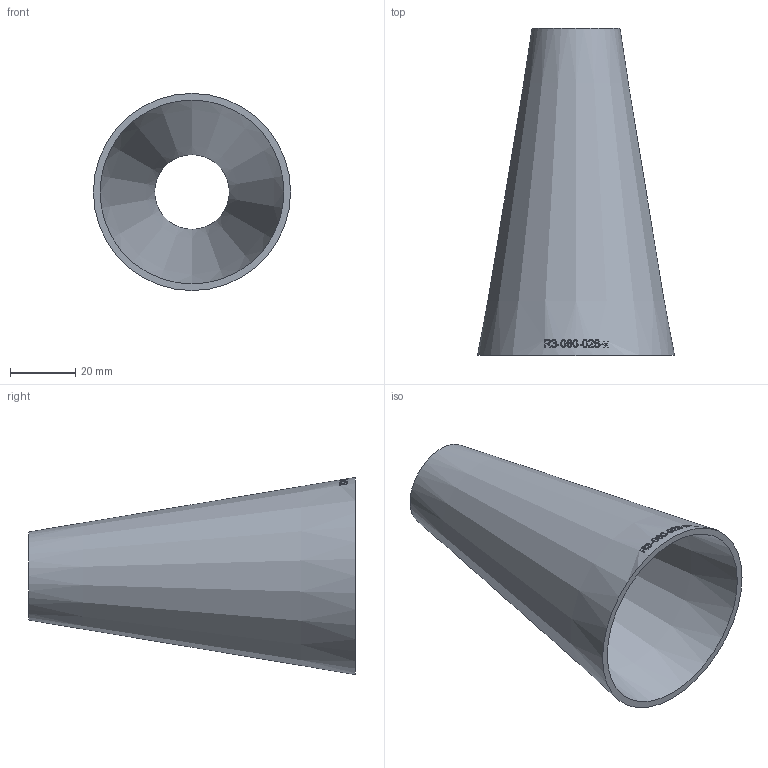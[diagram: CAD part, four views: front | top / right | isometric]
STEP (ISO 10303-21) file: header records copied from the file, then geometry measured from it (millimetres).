
FILE_DESCRIPTION (( 'STEP AP214' ), '1' );
FILE_NAME ('R3-060-026-x Reduzierung L=3(D-d) 2007.STEP', '2020-07-27T14:58:58', ( '' ), ( '' ), 'SwSTEP 2.0', 'SolidWorks 2019', '' );
FILE_SCHEMA (( 'AUTOMOTIVE_DESIGN' ));
Length unit declared in the file: millimetre
Products named in the file (1): R3-060-026-x Reduzierung L=3(D-d) 2007
Bounding box: 60.3 x 100 x 60.3 mm (x, y, z)
Volume: 26456.8 mm3; surface area: 27013.5 mm2
Topology: 1 solids, 1 shells, 160 faces, 420 edges, 280 vertices
Faces by surface type: bspline 138, cone 20, plane 2
Entity records: 19416 total; most frequent: CARTESIAN_POINT 15011, ORIENTED_EDGE 836, EDGE_CURVE 418, B_SPLINE_CURVE_WITH_KNOTS 414, VERTEX_POINT 280, EDGE_LOOP 182, ADVANCED_FACE 160, FACE_OUTER_BOUND 160
